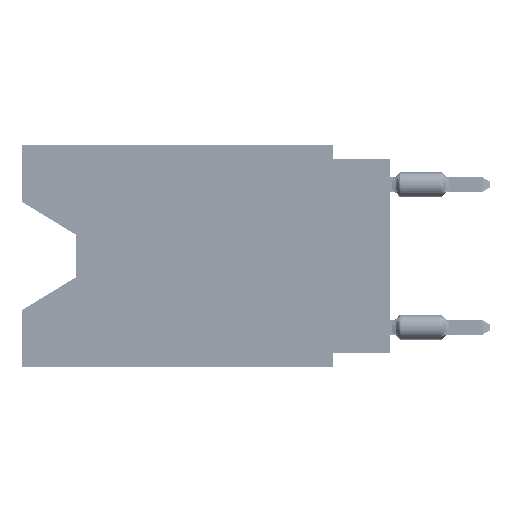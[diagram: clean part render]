
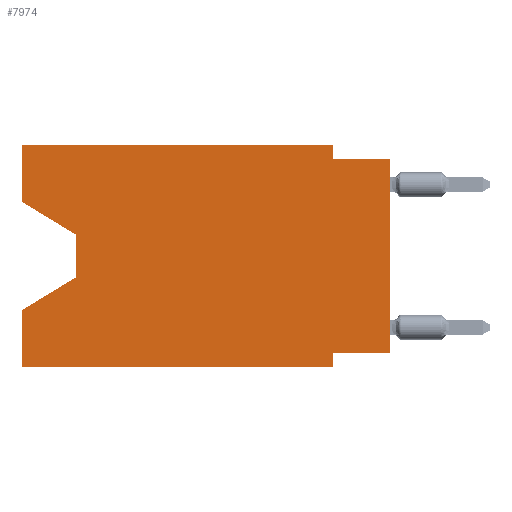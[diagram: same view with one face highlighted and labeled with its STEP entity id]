
A CAD part, left-side view. The second image highlights one B-rep face of the part: STEP entity #7974.
In plain terms, the highlighted planar face has unit normal (-1, 0, 0).
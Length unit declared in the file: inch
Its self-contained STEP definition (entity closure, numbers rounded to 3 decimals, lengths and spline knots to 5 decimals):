
#2928 = CARTESIAN_POINT ( 'NONE',  ( 0., 0.55, -0.232 ) ) ;
#2963 = LINE ( 'NONE', #69152, #22570 ) ;
#3064 = DIRECTION ( 'NONE',  ( 1., 0., 0. ) ) ;
#5124 = LINE ( 'NONE', #25570, #27488 ) ;
#5467 = EDGE_CURVE ( 'NONE', #22283, #41031, #62588, .T. ) ;
#5862 = DIRECTION ( 'NONE',  ( 0., 0., -1. ) ) ;
#7974 = ADVANCED_FACE ( 'NONE', ( #63150 ), #16098, .F. ) ;
#8435 = VERTEX_POINT ( 'NONE', #58556 ) ;
#8902 = LINE ( 'NONE', #81646, #51006 ) ;
#9783 = CARTESIAN_POINT ( 'NONE',  ( 0., 0.645, 0. ) ) ;
#9987 = VERTEX_POINT ( 'NONE', #82445 ) ;
#10190 = DIRECTION ( 'NONE',  ( 0., 0., 1. ) ) ;
#11136 = EDGE_CURVE ( 'NONE', #76753, #9987, #5124, .T. ) ;
#12064 = DIRECTION ( 'NONE',  ( 0., -0.855, -0.519 ) ) ;
#12582 = VERTEX_POINT ( 'NONE', #56288 ) ;
#13203 = CARTESIAN_POINT ( 'NONE',  ( 0., 0.1, -0.39 ) ) ;
#14589 = VECTOR ( 'NONE', #42754, 39.37008 ) ;
#15068 = ORIENTED_EDGE ( 'NONE', *, *, #5467, .T. ) ;
#16098 = PLANE ( 'NONE',  #82725 ) ;
#16307 = VECTOR ( 'NONE', #45144, 39.37008 ) ;
#16657 = CARTESIAN_POINT ( 'NONE',  ( 0., 0.645, -0.28975 ) ) ;
#17441 = ORIENTED_EDGE ( 'NONE', *, *, #54256, .T. ) ;
#22283 = VERTEX_POINT ( 'NONE', #52915 ) ;
#22406 = EDGE_CURVE ( 'NONE', #44215, #8435, #8902, .T. ) ;
#22570 = VECTOR ( 'NONE', #5862, 39.37008 ) ;
#22643 = CARTESIAN_POINT ( 'NONE',  ( 0., 0.1, -0.365 ) ) ;
#23635 = EDGE_CURVE ( 'NONE', #9987, #78795, #68168, .T. ) ;
#23732 = EDGE_CURVE ( 'NONE', #64851, #41031, #42851, .T. ) ;
#24540 = EDGE_CURVE ( 'NONE', #64851, #12582, #44727, .T. ) ;
#25570 = CARTESIAN_POINT ( 'NONE',  ( 0., 0.645, 0. ) ) ;
#26415 = DIRECTION ( 'NONE',  ( 0., -1., 0. ) ) ;
#27488 = VECTOR ( 'NONE', #26415, 39.37008 ) ;
#28490 = DIRECTION ( 'NONE',  ( 0., 0., 1. ) ) ;
#28945 = CARTESIAN_POINT ( 'NONE',  ( 0., 0.1, 0. ) ) ;
#29165 = CARTESIAN_POINT ( 'NONE',  ( 0., 0., -0.365 ) ) ;
#29467 = DIRECTION ( 'NONE',  ( 0., 0.855, -0.519 ) ) ;
#32687 = CARTESIAN_POINT ( 'NONE',  ( 0., 0.645, -0.39 ) ) ;
#36135 = CARTESIAN_POINT ( 'NONE',  ( 0., 0.1, -0.025 ) ) ;
#36144 = CARTESIAN_POINT ( 'NONE',  ( 0., 0.645, 0. ) ) ;
#36325 = LINE ( 'NONE', #70291, #78012 ) ;
#36600 = ORIENTED_EDGE ( 'NONE', *, *, #58947, .F. ) ;
#36955 = ORIENTED_EDGE ( 'NONE', *, *, #23732, .F. ) ;
#37317 = VERTEX_POINT ( 'NONE', #22643 ) ;
#37398 = CARTESIAN_POINT ( 'NONE',  ( 0., 0.645, -0.10025 ) ) ;
#38712 = VECTOR ( 'NONE', #29467, 39.37008 ) ;
#39790 = LINE ( 'NONE', #13203, #64011 ) ;
#40667 = ORIENTED_EDGE ( 'NONE', *, *, #23635, .F. ) ;
#41031 = VERTEX_POINT ( 'NONE', #16657 ) ;
#41909 = CARTESIAN_POINT ( 'NONE',  ( 0., 0., -0.025 ) ) ;
#42754 = DIRECTION ( 'NONE',  ( 0., -1., 0. ) ) ;
#42851 = LINE ( 'NONE', #9783, #79026 ) ;
#43272 = EDGE_LOOP ( 'NONE', ( #85621, #17441, #15068, #36955, #74039, #79956, #56802, #71839, #36600, #40667, #85180, #45171 ) ) ;
#44215 = VERTEX_POINT ( 'NONE', #84043 ) ;
#44727 = LINE ( 'NONE', #64786, #16307 ) ;
#45144 = DIRECTION ( 'NONE',  ( 0., -1., 0. ) ) ;
#45171 = ORIENTED_EDGE ( 'NONE', *, *, #47457, .F. ) ;
#46095 = EDGE_CURVE ( 'NONE', #73513, #77445, #51702, .T. ) ;
#46432 = EDGE_CURVE ( 'NONE', #37317, #12582, #39790, .T. ) ;
#47457 = EDGE_CURVE ( 'NONE', #73513, #76753, #36325, .T. ) ;
#49513 = EDGE_CURVE ( 'NONE', #44215, #37317, #75794, .T. ) ;
#51006 = VECTOR ( 'NONE', #28490, 39.37008 ) ;
#51591 = DIRECTION ( 'NONE',  ( 0., 0., -1. ) ) ;
#51702 = LINE ( 'NONE', #73013, #76506 ) ;
#52815 = CARTESIAN_POINT ( 'NONE',  ( 0., 0.645, 0. ) ) ;
#52915 = CARTESIAN_POINT ( 'NONE',  ( 0., 0.55, -0.232 ) ) ;
#54256 = EDGE_CURVE ( 'NONE', #77445, #22283, #2963, .T. ) ;
#56288 = CARTESIAN_POINT ( 'NONE',  ( 0., 0.1, -0.39 ) ) ;
#56802 = ORIENTED_EDGE ( 'NONE', *, *, #49513, .F. ) ;
#57781 = DIRECTION ( 'NONE',  ( 0., 1., 0. ) ) ;
#58556 = CARTESIAN_POINT ( 'NONE',  ( 0., 0., -0.025 ) ) ;
#58947 = EDGE_CURVE ( 'NONE', #78795, #8435, #67629, .T. ) ;
#62588 = LINE ( 'NONE', #2928, #38712 ) ;
#62920 = DIRECTION ( 'NONE',  ( 0., 0., 1. ) ) ;
#63150 = FACE_OUTER_BOUND ( 'NONE', #43272, .T. ) ;
#64011 = VECTOR ( 'NONE', #51591, 39.37008 ) ;
#64786 = CARTESIAN_POINT ( 'NONE',  ( 0., 0.645, -0.39 ) ) ;
#64851 = VERTEX_POINT ( 'NONE', #32687 ) ;
#67629 = LINE ( 'NONE', #41909, #14589 ) ;
#68168 = LINE ( 'NONE', #28945, #76229 ) ;
#69015 = DIRECTION ( 'NONE',  ( 0., 0., -1. ) ) ;
#69152 = CARTESIAN_POINT ( 'NONE',  ( 0., 0.55, -0.158 ) ) ;
#69561 = CARTESIAN_POINT ( 'NONE',  ( 0., 0.55, -0.158 ) ) ;
#70291 = CARTESIAN_POINT ( 'NONE',  ( 0., 0.645, 0. ) ) ;
#71839 = ORIENTED_EDGE ( 'NONE', *, *, #22406, .T. ) ;
#73013 = CARTESIAN_POINT ( 'NONE',  ( 0., 0.645, -0.10025 ) ) ;
#73513 = VERTEX_POINT ( 'NONE', #37398 ) ;
#74039 = ORIENTED_EDGE ( 'NONE', *, *, #24540, .T. ) ;
#75794 = LINE ( 'NONE', #29165, #85183 ) ;
#76229 = VECTOR ( 'NONE', #69015, 39.37008 ) ;
#76506 = VECTOR ( 'NONE', #12064, 39.37008 ) ;
#76753 = VERTEX_POINT ( 'NONE', #52815 ) ;
#77445 = VERTEX_POINT ( 'NONE', #69561 ) ;
#78012 = VECTOR ( 'NONE', #10190, 39.37008 ) ;
#78795 = VERTEX_POINT ( 'NONE', #36135 ) ;
#79026 = VECTOR ( 'NONE', #62920, 39.37008 ) ;
#79956 = ORIENTED_EDGE ( 'NONE', *, *, #46432, .F. ) ;
#81646 = CARTESIAN_POINT ( 'NONE',  ( 0., 0., 0. ) ) ;
#82445 = CARTESIAN_POINT ( 'NONE',  ( 0., 0.1, 0. ) ) ;
#82725 = AXIS2_PLACEMENT_3D ( 'NONE', #36144, #3064, #82747 ) ;
#82747 = DIRECTION ( 'NONE',  ( 0., 0., -1. ) ) ;
#84043 = CARTESIAN_POINT ( 'NONE',  ( 0., 0., -0.365 ) ) ;
#85180 = ORIENTED_EDGE ( 'NONE', *, *, #11136, .F. ) ;
#85183 = VECTOR ( 'NONE', #57781, 39.37008 ) ;
#85621 = ORIENTED_EDGE ( 'NONE', *, *, #46095, .T. ) ;
